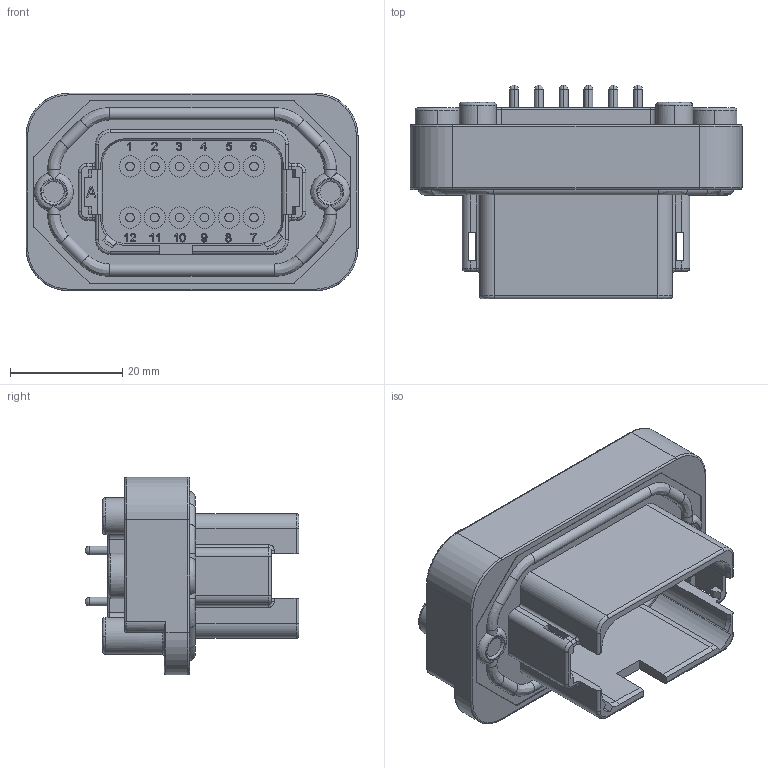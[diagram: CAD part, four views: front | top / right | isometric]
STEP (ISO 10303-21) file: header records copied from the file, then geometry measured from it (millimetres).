
FILE_DESCRIPTION (( 'STEP AP214' ), '1' );
FILE_NAME ('C-AT15-12PA-BM16_3D.STEP', '2018-09-11T15:12:07', ( '' ), ( '' ), 'SwSTEP 2.0', 'SolidWorks 2018', '' );
FILE_SCHEMA (( 'AUTOMOTIVE_DESIGN' ));
Length unit declared in the file: millimetre
Products named in the file (1): C-AT15-12PA-BM16_3D
Bounding box: 59.2 x 38.12 x 35.25 mm (x, y, z)
Volume: 25144.1 mm3; surface area: 12180.3 mm2
Topology: 1 solids, 1 shells, 792 faces, 2141 edges, 1353 vertices
Faces by surface type: bspline 323, plane 248, cylinder 209, cone 6, torus 6
Entity records: 29526 total; most frequent: CARTESIAN_POINT 11802, ORIENTED_EDGE 4162, DIRECTION 2903, EDGE_CURVE 2081, VERTEX_POINT 1353, LINE 983, VECTOR 983, AXIS2_PLACEMENT_3D 960
